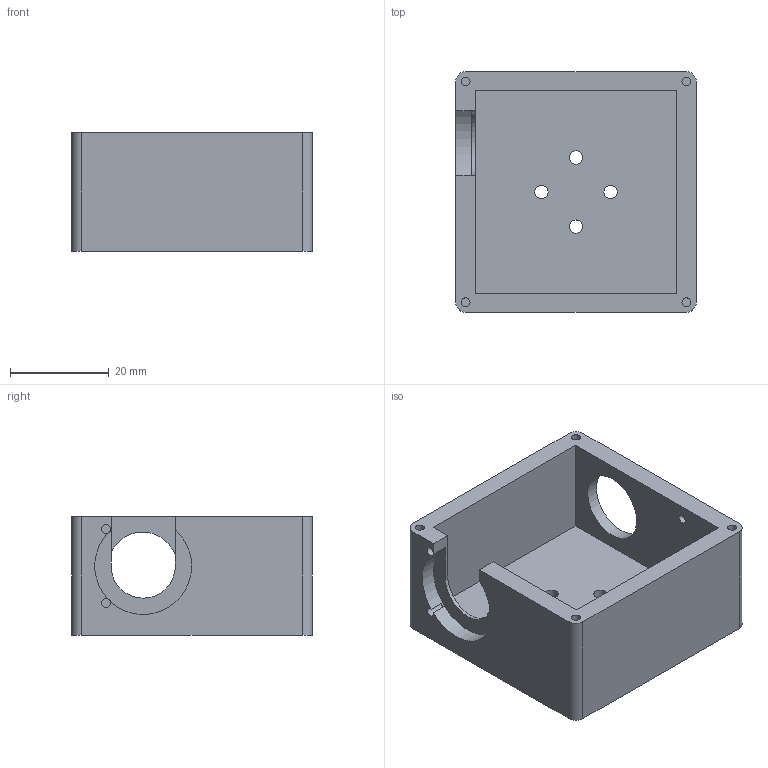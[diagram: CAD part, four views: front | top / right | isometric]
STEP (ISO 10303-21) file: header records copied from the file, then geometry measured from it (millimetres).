
FILE_DESCRIPTION(('FreeCAD Model'),'2;1');
FILE_NAME('Open CASCADE Shape Model','2025-07-31T13:01:48',(''),(''), 'Open CASCADE STEP processor 7.8','FreeCAD','Unknown');
FILE_SCHEMA(('AUTOMOTIVE_DESIGN { 1 0 10303 214 1 1 1 1 }'));
Length unit declared in the file: millimetre
Products named in the file (1): Y-Axis_Base
Bounding box: 48.7 x 48.7 x 24 mm (x, y, z)
Volume: 21286 mm3; surface area: 12489.3 mm2
Topology: 1 solids, 1 shells, 41 faces, 110 edges, 74 vertices
Faces by surface type: cylinder 22, plane 19
Full cylindrical faces by diameter (mm): 1.8 x8, 2.7 x4, 14 x1, 19.6 x1
Entity records: 1368 total; most frequent: DIRECTION 244, CARTESIAN_POINT 226, ORIENTED_EDGE 220, EDGE_CURVE 110, AXIS2_PLACEMENT_3D 92, VERTEX_POINT 74, FACE_BOUND 62, EDGE_LOOP 62
